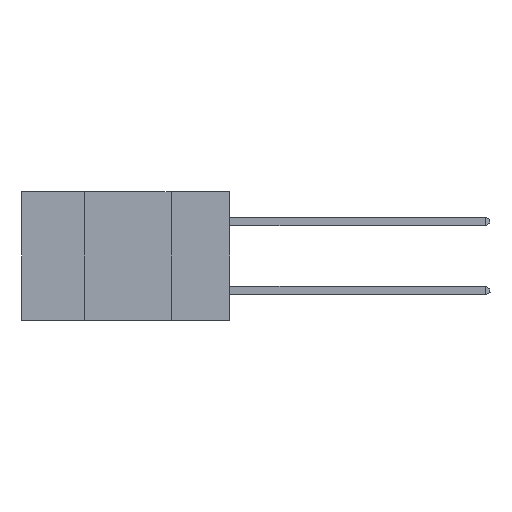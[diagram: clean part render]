
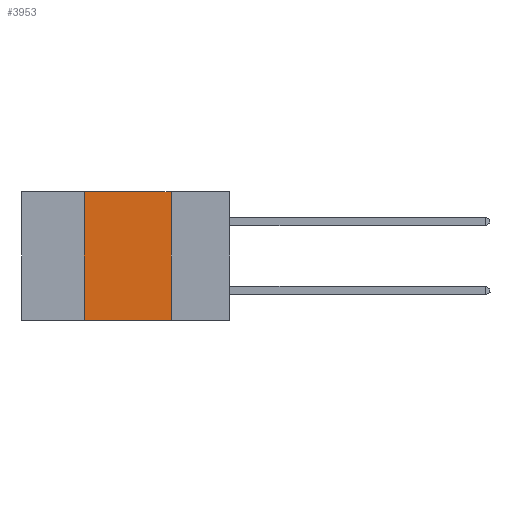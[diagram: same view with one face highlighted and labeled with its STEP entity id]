
A CAD part, left-side view. The second image highlights one B-rep face of the part: STEP entity #3953.
In plain terms, the highlighted planar face has unit normal (-1, 0, 0).
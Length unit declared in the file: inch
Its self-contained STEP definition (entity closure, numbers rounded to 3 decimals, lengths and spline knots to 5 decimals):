
#1022 = DIRECTION ( 'NONE',  ( 0., -1., 0. ) ) ;
#1443 = VERTEX_POINT ( 'NONE', #21750 ) ;
#1957 = CARTESIAN_POINT ( 'NONE',  ( 0., 0.6, 0. ) ) ;
#2208 = VERTEX_POINT ( 'NONE', #4468 ) ;
#3471 = LINE ( 'NONE', #16935, #22361 ) ;
#3953 = ADVANCED_FACE ( 'NONE', ( #5968 ), #19653, .F. ) ;
#4468 = CARTESIAN_POINT ( 'NONE',  ( 0., 0.42, -0.37 ) ) ;
#4883 = EDGE_CURVE ( 'NONE', #1443, #13687, #18907, .T. ) ;
#5506 = CARTESIAN_POINT ( 'NONE',  ( 0., 0.6, 0. ) ) ;
#5968 = FACE_OUTER_BOUND ( 'NONE', #27141, .T. ) ;
#7419 = ORIENTED_EDGE ( 'NONE', *, *, #24024, .F. ) ;
#7944 = VECTOR ( 'NONE', #18386, 39.37008 ) ;
#8232 = VECTOR ( 'NONE', #1022, 39.37008 ) ;
#10176 = LINE ( 'NONE', #16084, #8232 ) ;
#10397 = ORIENTED_EDGE ( 'NONE', *, *, #11180, .F. ) ;
#10656 = CARTESIAN_POINT ( 'NONE',  ( 0., 0.42, 0. ) ) ;
#10709 = CARTESIAN_POINT ( 'NONE',  ( 0., 0.17, 0. ) ) ;
#11180 = EDGE_CURVE ( 'NONE', #2208, #20929, #3471, .T. ) ;
#13687 = VERTEX_POINT ( 'NONE', #29119 ) ;
#16084 = CARTESIAN_POINT ( 'NONE',  ( 0., 0.6, -0.37 ) ) ;
#16935 = CARTESIAN_POINT ( 'NONE',  ( 0., 0.42, 0. ) ) ;
#17399 = VECTOR ( 'NONE', #20881, 39.37008 ) ;
#17826 = AXIS2_PLACEMENT_3D ( 'NONE', #1957, #19533, #27104 ) ;
#17836 = EDGE_CURVE ( 'NONE', #2208, #13687, #10176, .T. ) ;
#18063 = ORIENTED_EDGE ( 'NONE', *, *, #4883, .F. ) ;
#18386 = DIRECTION ( 'NONE',  ( 0., 0., -1. ) ) ;
#18907 = LINE ( 'NONE', #10709, #7944 ) ;
#19533 = DIRECTION ( 'NONE',  ( 1., 0., 0. ) ) ;
#19653 = PLANE ( 'NONE',  #17826 ) ;
#20881 = DIRECTION ( 'NONE',  ( 0., -1., 0. ) ) ;
#20929 = VERTEX_POINT ( 'NONE', #10656 ) ;
#21750 = CARTESIAN_POINT ( 'NONE',  ( 0., 0.17, 0. ) ) ;
#22361 = VECTOR ( 'NONE', #29672, 39.37008 ) ;
#22371 = ORIENTED_EDGE ( 'NONE', *, *, #17836, .T. ) ;
#24024 = EDGE_CURVE ( 'NONE', #20929, #1443, #24899, .T. ) ;
#24899 = LINE ( 'NONE', #5506, #17399 ) ;
#27104 = DIRECTION ( 'NONE',  ( 0., 0., -1. ) ) ;
#27141 = EDGE_LOOP ( 'NONE', ( #18063, #7419, #10397, #22371 ) ) ;
#29119 = CARTESIAN_POINT ( 'NONE',  ( 0., 0.17, -0.37 ) ) ;
#29672 = DIRECTION ( 'NONE',  ( 0., 0., 1. ) ) ;
